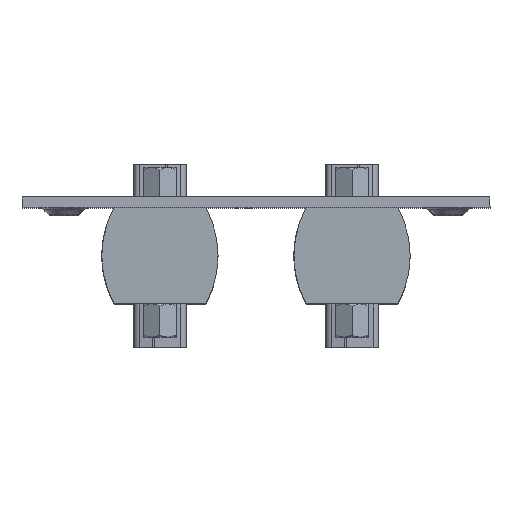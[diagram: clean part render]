
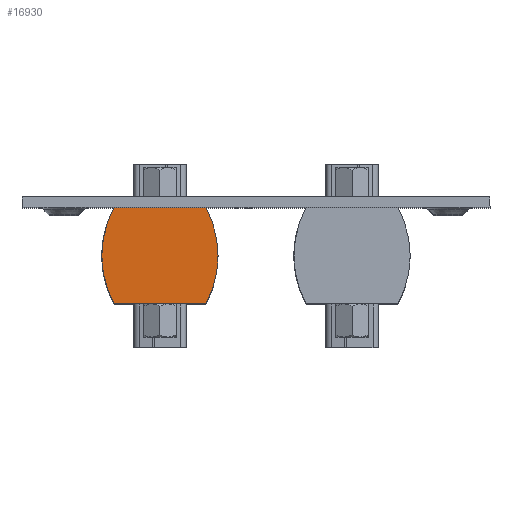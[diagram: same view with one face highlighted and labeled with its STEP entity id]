
A CAD part, top view. The second image highlights one B-rep face of the part: STEP entity #16930.
In plain terms, the highlighted face is planar.
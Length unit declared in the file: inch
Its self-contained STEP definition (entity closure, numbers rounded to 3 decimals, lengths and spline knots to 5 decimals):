
#69 = CARTESIAN_POINT ( 'NONE',  ( 0.24512, 0., -0.804 ) ) ;
#3019 = DIRECTION ( 'NONE',  ( 1., 0., 0. ) ) ;
#3041 = ORIENTED_EDGE ( 'NONE', *, *, #10011, .T. ) ;
#3178 = VERTEX_POINT ( 'NONE', #7716 ) ;
#4169 = EDGE_CURVE ( 'NONE', #20292, #17051, #11299, .T. ) ;
#5419 = PLANE ( 'NONE',  #29046 ) ;
#6103 = CARTESIAN_POINT ( 'NONE',  ( 0.335, -0.2755, -0.804 ) ) ;
#6497 = CARTESIAN_POINT ( 'NONE',  ( 0.263, 0.2755, -0.804 ) ) ;
#7371 = EDGE_CURVE ( 'NONE', #20292, #7535, #16490, .T. ) ;
#7535 = VERTEX_POINT ( 'NONE', #22634 ) ;
#7716 = CARTESIAN_POINT ( 'NONE',  ( -0.263, -0.2755, -0.804 ) ) ;
#7933 = CARTESIAN_POINT ( 'NONE',  ( 0.263, -0.2755, -0.804 ) ) ;
#10011 = EDGE_CURVE ( 'NONE', #17051, #12900, #23075, .T. ) ;
#10313 = ORIENTED_EDGE ( 'NONE', *, *, #14434, .T. ) ;
#11299 = CIRCLE ( 'NONE', #19649, 0.578 ) ;
#11465 = DIRECTION ( 'NONE',  ( 1., 0., 0. ) ) ;
#11820 = VECTOR ( 'NONE', #15091, 39.37008 ) ;
#12900 = VERTEX_POINT ( 'NONE', #7933 ) ;
#14148 = EDGE_CURVE ( 'NONE', #3178, #7535, #36687, .T. ) ;
#14164 = CARTESIAN_POINT ( 'NONE',  ( -0.24512, 0., -0.804 ) ) ;
#14434 = EDGE_CURVE ( 'NONE', #12900, #3178, #19634, .T. ) ;
#14751 = AXIS2_PLACEMENT_3D ( 'NONE', #14164, #34658, #17110 ) ;
#15091 = DIRECTION ( 'NONE',  ( -1., 0., 0. ) ) ;
#16391 = EDGE_LOOP ( 'NONE', ( #10313, #19238, #29551, #37810, #3041 ) ) ;
#16490 = LINE ( 'NONE', #26946, #32109 ) ;
#16930 = ADVANCED_FACE ( 'NONE', ( #31701 ), #5419, .F. ) ;
#17051 = VERTEX_POINT ( 'NONE', #32608 ) ;
#17110 = DIRECTION ( 'NONE',  ( -1., 0., 0. ) ) ;
#18659 = CARTESIAN_POINT ( 'NONE',  ( -0.24512, 0., -0.804 ) ) ;
#18826 = DIRECTION ( 'NONE',  ( 0., 0., -1. ) ) ;
#19238 = ORIENTED_EDGE ( 'NONE', *, *, #14148, .T. ) ;
#19634 = LINE ( 'NONE', #6103, #11820 ) ;
#19649 = AXIS2_PLACEMENT_3D ( 'NONE', #18659, #18826, #31632 ) ;
#20292 = VERTEX_POINT ( 'NONE', #6497 ) ;
#20819 = DIRECTION ( 'NONE',  ( 0., 0., -1. ) ) ;
#22634 = CARTESIAN_POINT ( 'NONE',  ( -0.263, 0.2755, -0.804 ) ) ;
#23075 = CIRCLE ( 'NONE', #14751, 0.578 ) ;
#26061 = CARTESIAN_POINT ( 'NONE',  ( 0.335, 0.2755, -0.804 ) ) ;
#26818 = DIRECTION ( 'NONE',  ( -1., 0., 0. ) ) ;
#26946 = CARTESIAN_POINT ( 'NONE',  ( 0.335, 0.2755, -0.804 ) ) ;
#28243 = AXIS2_PLACEMENT_3D ( 'NONE', #69, #20819, #3019 ) ;
#29045 = DIRECTION ( 'NONE',  ( 0., 0., 1. ) ) ;
#29046 = AXIS2_PLACEMENT_3D ( 'NONE', #26061, #29045, #11465 ) ;
#29551 = ORIENTED_EDGE ( 'NONE', *, *, #7371, .F. ) ;
#31632 = DIRECTION ( 'NONE',  ( -1., 0., 0. ) ) ;
#31701 = FACE_OUTER_BOUND ( 'NONE', #16391, .T. ) ;
#32109 = VECTOR ( 'NONE', #26818, 39.37008 ) ;
#32608 = CARTESIAN_POINT ( 'NONE',  ( 0.33288, 0., -0.804 ) ) ;
#34658 = DIRECTION ( 'NONE',  ( 0., 0., -1. ) ) ;
#36687 = CIRCLE ( 'NONE', #28243, 0.578 ) ;
#37810 = ORIENTED_EDGE ( 'NONE', *, *, #4169, .T. ) ;
